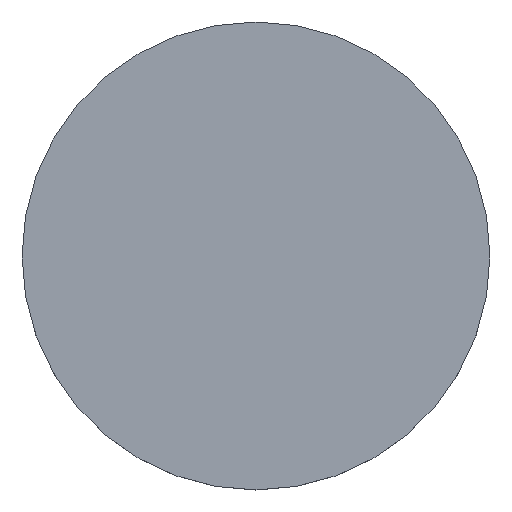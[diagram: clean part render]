
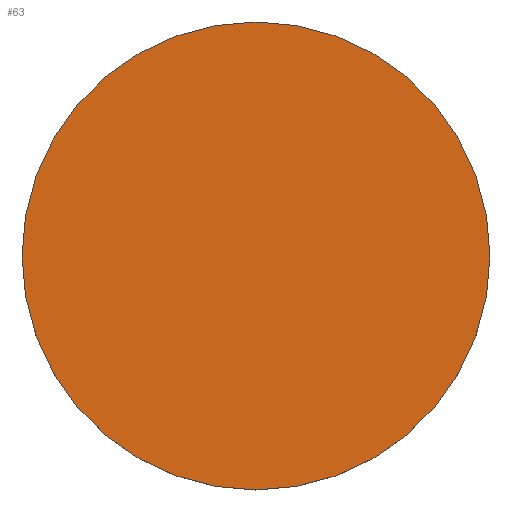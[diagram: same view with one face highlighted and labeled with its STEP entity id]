
A CAD part, top view. The second image highlights one B-rep face of the part: STEP entity #63.
In plain terms, the highlighted planar face has unit normal (0, 0, 1).
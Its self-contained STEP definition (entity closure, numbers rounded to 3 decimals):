
#2 = FACE_OUTER_BOUND ( 'NONE', #120, .T. ) ;
#3 = CARTESIAN_POINT ( 'NONE',  ( 2.5, 0., 0.2 ) ) ;
#5 = DIRECTION ( 'NONE',  ( 1., 0., 0. ) ) ;
#24 = ORIENTED_EDGE ( 'NONE', *, *, #125, .T. ) ;
#29 = PLANE ( 'NONE',  #131 ) ;
#33 = DIRECTION ( 'NONE',  ( 0., 0., 1. ) ) ;
#36 = VERTEX_POINT ( 'NONE', #3 ) ;
#39 = DIRECTION ( 'NONE',  ( 0., 0., 1. ) ) ;
#60 = DIRECTION ( 'NONE',  ( 1., 0., 0. ) ) ;
#62 = DIRECTION ( 'NONE',  ( 0., 0., 1. ) ) ;
#63 = ADVANCED_FACE ( 'NONE', ( #2 ), #29, .T. ) ;
#75 = CARTESIAN_POINT ( 'NONE',  ( 0., 0., 0.2 ) ) ;
#89 = AXIS2_PLACEMENT_3D ( 'NONE', #104, #62, #5 ) ;
#92 = VERTEX_POINT ( 'NONE', #113 ) ;
#97 = EDGE_CURVE ( 'NONE', #92, #36, #137, .T. ) ;
#104 = CARTESIAN_POINT ( 'NONE',  ( 0., 0., 0.2 ) ) ;
#113 = CARTESIAN_POINT ( 'NONE',  ( -2.5, 0., 0.2 ) ) ;
#120 = EDGE_LOOP ( 'NONE', ( #126, #24 ) ) ;
#123 = CIRCLE ( 'NONE', #139, 2.5 ) ;
#125 = EDGE_CURVE ( 'NONE', #36, #92, #123, .T. ) ;
#126 = ORIENTED_EDGE ( 'NONE', *, *, #97, .T. ) ;
#131 = AXIS2_PLACEMENT_3D ( 'NONE', #75, #39, #60 ) ;
#134 = DIRECTION ( 'NONE',  ( 1., 0., 0. ) ) ;
#136 = CARTESIAN_POINT ( 'NONE',  ( 0., 0., 0.2 ) ) ;
#137 = CIRCLE ( 'NONE', #89, 2.5 ) ;
#139 = AXIS2_PLACEMENT_3D ( 'NONE', #136, #33, #134 ) ;
